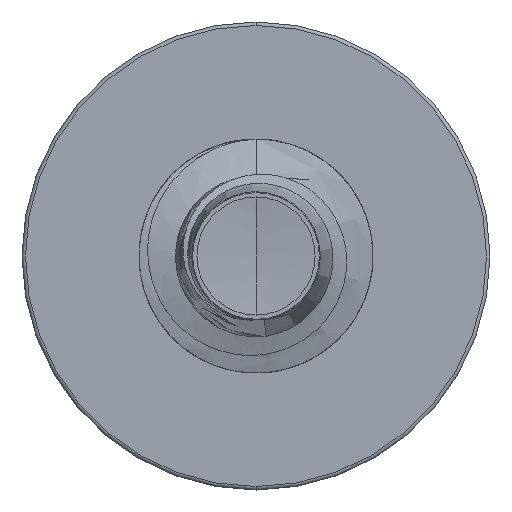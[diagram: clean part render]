
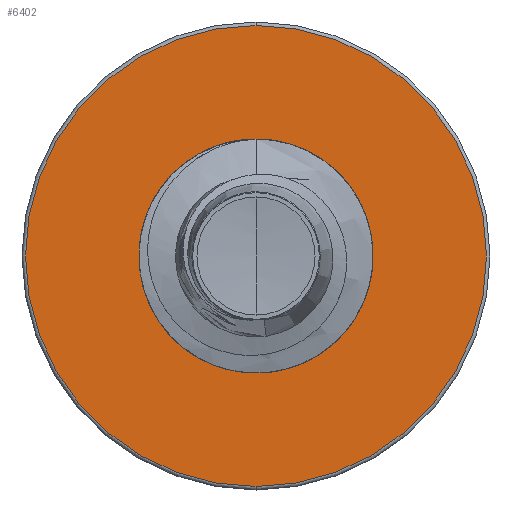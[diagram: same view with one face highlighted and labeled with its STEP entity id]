
A CAD part, front view. The second image highlights one B-rep face of the part: STEP entity #6402.
In plain terms, the highlighted planar face has unit normal (0, -1, 0).
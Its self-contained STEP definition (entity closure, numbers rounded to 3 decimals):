
#464 = EDGE_CURVE ( 'NONE', #7955, #7704, #18180, .T. ) ;
#762 = ORIENTED_EDGE ( 'NONE', *, *, #464, .T. ) ;
#881 = CIRCLE ( 'NONE', #24167, 3.448 ) ;
#1103 = DIRECTION ( 'NONE',  ( 0., 1., 0. ) ) ;
#1346 = DIRECTION ( 'NONE',  ( 0., 0., 1. ) ) ;
#1586 = EDGE_LOOP ( 'NONE', ( #21797, #762 ) ) ;
#3356 = AXIS2_PLACEMENT_3D ( 'NONE', #21823, #18143, #6603 ) ;
#3362 = FACE_OUTER_BOUND ( 'NONE', #15828, .T. ) ;
#4698 = DIRECTION ( 'NONE',  ( 0., 1., 0. ) ) ;
#5048 = CARTESIAN_POINT ( 'NONE',  ( 0., 17.5, -1.722 ) ) ;
#5586 = ORIENTED_EDGE ( 'NONE', *, *, #20509, .F. ) ;
#5727 = DIRECTION ( 'NONE',  ( 0., 1., 0. ) ) ;
#6134 = ORIENTED_EDGE ( 'NONE', *, *, #22069, .F. ) ;
#6402 = ADVANCED_FACE ( 'NONE', ( #3362, #23201 ), #14297, .F. ) ;
#6603 = DIRECTION ( 'NONE',  ( 0., 0., 1. ) ) ;
#7704 = VERTEX_POINT ( 'NONE', #18899 ) ;
#7955 = VERTEX_POINT ( 'NONE', #5048 ) ;
#11316 = AXIS2_PLACEMENT_3D ( 'NONE', #17295, #5727, #19221 ) ;
#12698 = CARTESIAN_POINT ( 'NONE',  ( 0., 17.5, 0. ) ) ;
#12797 = CARTESIAN_POINT ( 'NONE',  ( 0., 17.5, -3.447 ) ) ;
#12946 = DIRECTION ( 'NONE',  ( 0., 1., 0. ) ) ;
#14214 = CIRCLE ( 'NONE', #11316, 3.448 ) ;
#14297 = PLANE ( 'NONE',  #3356 ) ;
#14638 = DIRECTION ( 'NONE',  ( 0., 0., 1. ) ) ;
#15828 = EDGE_LOOP ( 'NONE', ( #5586, #6134 ) ) ;
#17295 = CARTESIAN_POINT ( 'NONE',  ( 0., 17.5, 0. ) ) ;
#17890 = CARTESIAN_POINT ( 'NONE',  ( 0., 17.5, 3.448 ) ) ;
#18143 = DIRECTION ( 'NONE',  ( 0., 1., 0. ) ) ;
#18180 = CIRCLE ( 'NONE', #22057, 1.722 ) ;
#18255 = AXIS2_PLACEMENT_3D ( 'NONE', #12698, #1103, #14638 ) ;
#18855 = EDGE_CURVE ( 'NONE', #7704, #7955, #21698, .T. ) ;
#18899 = CARTESIAN_POINT ( 'NONE',  ( 0., 17.5, 1.722 ) ) ;
#19221 = DIRECTION ( 'NONE',  ( 0., 0., 1. ) ) ;
#20509 = EDGE_CURVE ( 'NONE', #21520, #24261, #14214, .T. ) ;
#21520 = VERTEX_POINT ( 'NONE', #17890 ) ;
#21698 = CIRCLE ( 'NONE', #18255, 1.722 ) ;
#21797 = ORIENTED_EDGE ( 'NONE', *, *, #18855, .T. ) ;
#21823 = CARTESIAN_POINT ( 'NONE',  ( 0., 17.5, -1.722 ) ) ;
#22057 = AXIS2_PLACEMENT_3D ( 'NONE', #23801, #4698, #23887 ) ;
#22069 = EDGE_CURVE ( 'NONE', #24261, #21520, #881, .T. ) ;
#23201 = FACE_BOUND ( 'NONE', #1586, .T. ) ;
#23801 = CARTESIAN_POINT ( 'NONE',  ( 0., 17.5, 0. ) ) ;
#23887 = DIRECTION ( 'NONE',  ( 0., 0., 1. ) ) ;
#24167 = AXIS2_PLACEMENT_3D ( 'NONE', #24402, #12946, #1346 ) ;
#24261 = VERTEX_POINT ( 'NONE', #12797 ) ;
#24402 = CARTESIAN_POINT ( 'NONE',  ( 0., 17.5, 0. ) ) ;
